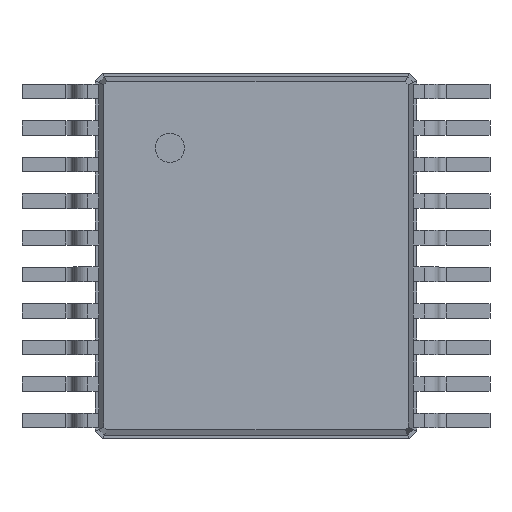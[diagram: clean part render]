
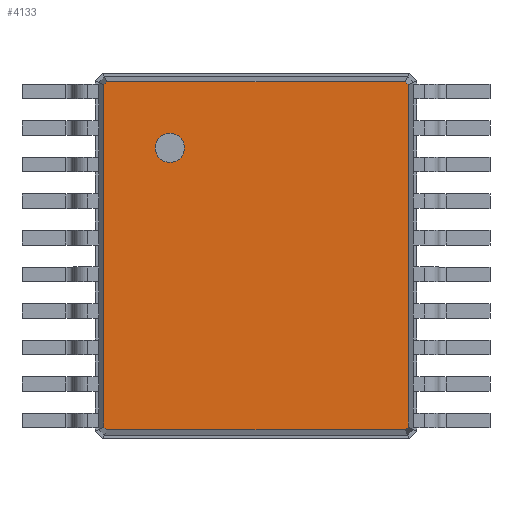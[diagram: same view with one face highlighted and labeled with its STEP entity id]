
A CAD part, top view. The second image highlights one B-rep face of the part: STEP entity #4133.
In plain terms, the highlighted planar face has unit normal (0, 0, 1).
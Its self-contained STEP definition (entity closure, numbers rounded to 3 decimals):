
#1548 = VERTEX_POINT('',#1549);
#1549 = CARTESIAN_POINT('',(2.079,-2.339,1.2));
#1554 = EDGE_CURVE('',#1555,#1548,#1557,.T.);
#1555 = VERTEX_POINT('',#1556);
#1556 = CARTESIAN_POINT('',(2.079,2.339,1.2));
#1557 = LINE('',#1558,#1559);
#1558 = CARTESIAN_POINT('',(2.079,2.339,1.2));
#1559 = VECTOR('',#1560,1.);
#1560 = DIRECTION('',(0.,-1.,0.));
#4116 = VERTEX_POINT('',#4117);
#4117 = CARTESIAN_POINT('',(2.039,-2.379,1.2));
#4122 = EDGE_CURVE('',#1548,#4116,#4123,.T.);
#4123 = LINE('',#4124,#4125);
#4124 = CARTESIAN_POINT('',(2.079,-2.339,1.2));
#4125 = VECTOR('',#4126,1.);
#4126 = DIRECTION('',(-0.707,-0.707,0.));
#4133 = ADVANCED_FACE('',(#4134,#4184),#4195,.F.);
#4134 = FACE_BOUND('',#4135,.F.);
#4135 = EDGE_LOOP('',(#4136,#4146,#4152,#4153,#4154,#4162,#4170,#4178));
#4136 = ORIENTED_EDGE('',*,*,#4137,.T.);
#4137 = EDGE_CURVE('',#4138,#4140,#4142,.T.);
#4138 = VERTEX_POINT('',#4139);
#4139 = CARTESIAN_POINT('',(-2.039,2.379,1.2));
#4140 = VERTEX_POINT('',#4141);
#4141 = CARTESIAN_POINT('',(2.039,2.379,1.2));
#4142 = LINE('',#4143,#4144);
#4143 = CARTESIAN_POINT('',(-2.039,2.379,1.2));
#4144 = VECTOR('',#4145,1.);
#4145 = DIRECTION('',(1.,0.,0.));
#4146 = ORIENTED_EDGE('',*,*,#4147,.T.);
#4147 = EDGE_CURVE('',#4140,#1555,#4148,.T.);
#4148 = LINE('',#4149,#4150);
#4149 = CARTESIAN_POINT('',(2.039,2.379,1.2));
#4150 = VECTOR('',#4151,1.);
#4151 = DIRECTION('',(0.707,-0.707,0.));
#4152 = ORIENTED_EDGE('',*,*,#1554,.T.);
#4153 = ORIENTED_EDGE('',*,*,#4122,.T.);
#4154 = ORIENTED_EDGE('',*,*,#4155,.T.);
#4155 = EDGE_CURVE('',#4116,#4156,#4158,.T.);
#4156 = VERTEX_POINT('',#4157);
#4157 = CARTESIAN_POINT('',(-2.039,-2.379,1.2));
#4158 = LINE('',#4159,#4160);
#4159 = CARTESIAN_POINT('',(2.039,-2.379,1.2));
#4160 = VECTOR('',#4161,1.);
#4161 = DIRECTION('',(-1.,0.,0.));
#4162 = ORIENTED_EDGE('',*,*,#4163,.T.);
#4163 = EDGE_CURVE('',#4156,#4164,#4166,.T.);
#4164 = VERTEX_POINT('',#4165);
#4165 = CARTESIAN_POINT('',(-2.079,-2.339,1.2));
#4166 = LINE('',#4167,#4168);
#4167 = CARTESIAN_POINT('',(-2.039,-2.379,1.2));
#4168 = VECTOR('',#4169,1.);
#4169 = DIRECTION('',(-0.707,0.707,0.));
#4170 = ORIENTED_EDGE('',*,*,#4171,.T.);
#4171 = EDGE_CURVE('',#4164,#4172,#4174,.T.);
#4172 = VERTEX_POINT('',#4173);
#4173 = CARTESIAN_POINT('',(-2.079,2.339,1.2));
#4174 = LINE('',#4175,#4176);
#4175 = CARTESIAN_POINT('',(-2.079,-2.339,1.2));
#4176 = VECTOR('',#4177,1.);
#4177 = DIRECTION('',(0.,1.,0.));
#4178 = ORIENTED_EDGE('',*,*,#4179,.T.);
#4179 = EDGE_CURVE('',#4172,#4138,#4180,.T.);
#4180 = LINE('',#4181,#4182);
#4181 = CARTESIAN_POINT('',(-2.079,2.339,1.2));
#4182 = VECTOR('',#4183,1.);
#4183 = DIRECTION('',(0.707,0.707,0.));
#4184 = FACE_BOUND('',#4185,.F.);
#4185 = EDGE_LOOP('',(#4186));
#4186 = ORIENTED_EDGE('',*,*,#4187,.T.);
#4187 = EDGE_CURVE('',#4188,#4188,#4190,.T.);
#4188 = VERTEX_POINT('',#4189);
#4189 = CARTESIAN_POINT('',(-1.179,1.279,1.2));
#4190 = CIRCLE('',#4191,0.2);
#4191 = AXIS2_PLACEMENT_3D('',#4192,#4193,#4194);
#4192 = CARTESIAN_POINT('',(-1.179,1.479,1.2));
#4193 = DIRECTION('',(0.,0.,1.));
#4194 = DIRECTION('',(0.,-1.,0.));
#4195 = PLANE('',#4196);
#4196 = AXIS2_PLACEMENT_3D('',#4197,#4198,#4199);
#4197 = CARTESIAN_POINT('',(-2.039,2.379,1.2));
#4198 = DIRECTION('',(0.,-0.,-1.));
#4199 = DIRECTION('',(0.651,-0.759,0.));
